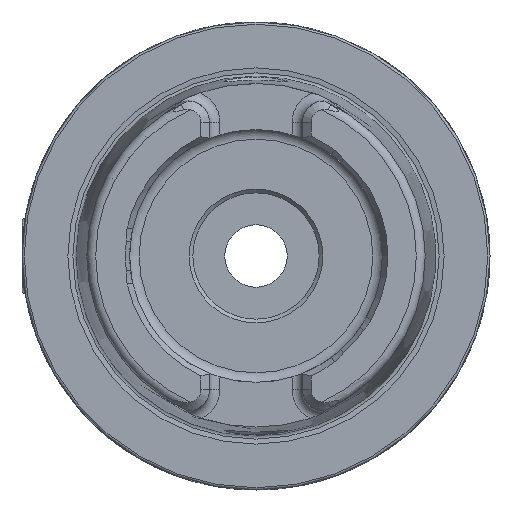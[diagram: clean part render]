
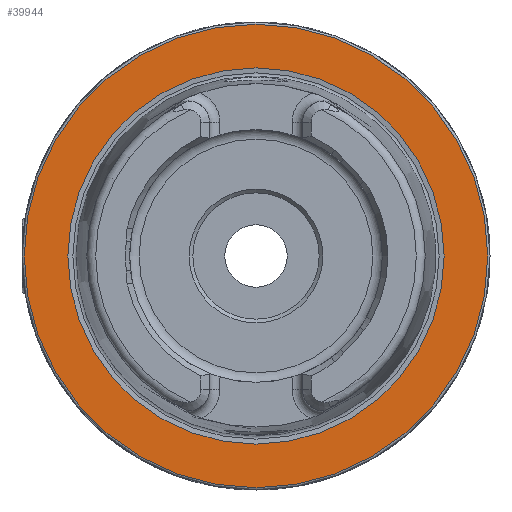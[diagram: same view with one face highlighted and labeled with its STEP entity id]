
A CAD part, left-side view. The second image highlights one B-rep face of the part: STEP entity #39944.
In plain terms, the highlighted planar face has unit normal (-1, 0, 0).
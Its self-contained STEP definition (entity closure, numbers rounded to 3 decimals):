
#180 = CARTESIAN_POINT ( 'NONE',  ( 0., 0., 25.324 ) ) ;
#473 = CARTESIAN_POINT ( 'NONE',  ( 0., 31.2, 0. ) ) ;
#783 = DIRECTION ( 'NONE',  ( 0., 0., 1. ) ) ;
#3554 = EDGE_LOOP ( 'NONE', ( #41298 ) ) ;
#3815 = DIRECTION ( 'NONE',  ( -1., 0., 0. ) ) ;
#6507 = AXIS2_PLACEMENT_3D ( 'NONE', #29163, #3815, #783 ) ;
#6992 = EDGE_CURVE ( 'NONE', #35550, #35550, #31261, .T. ) ;
#7851 = CIRCLE ( 'NONE', #14731, 25.324 ) ;
#8339 = EDGE_LOOP ( 'NONE', ( #29785 ) ) ;
#10717 = EDGE_CURVE ( 'NONE', #26030, #26030, #7851, .T. ) ;
#14731 = AXIS2_PLACEMENT_3D ( 'NONE', #32915, #16673, #19869 ) ;
#16673 = DIRECTION ( 'NONE',  ( -1., 0., 0. ) ) ;
#18140 = FACE_BOUND ( 'NONE', #3554, .T. ) ;
#19721 = DIRECTION ( 'NONE',  ( 1., 0., 0. ) ) ;
#19869 = DIRECTION ( 'NONE',  ( 0., 0., 1. ) ) ;
#22132 = CARTESIAN_POINT ( 'NONE',  ( 0., 0., 31.2 ) ) ;
#23039 = AXIS2_PLACEMENT_3D ( 'NONE', #473, #19721, #23242 ) ;
#23242 = DIRECTION ( 'NONE',  ( 0., 0., -1. ) ) ;
#26030 = VERTEX_POINT ( 'NONE', #180 ) ;
#29163 = CARTESIAN_POINT ( 'NONE',  ( 0., 0., 0. ) ) ;
#29531 = PLANE ( 'NONE',  #23039 ) ;
#29785 = ORIENTED_EDGE ( 'NONE', *, *, #6992, .T. ) ;
#30696 = FACE_OUTER_BOUND ( 'NONE', #8339, .T. ) ;
#31261 = CIRCLE ( 'NONE', #6507, 31.2 ) ;
#32915 = CARTESIAN_POINT ( 'NONE',  ( 0., 0., 0. ) ) ;
#35550 = VERTEX_POINT ( 'NONE', #22132 ) ;
#39944 = ADVANCED_FACE ( 'NONE', ( #18140, #30696 ), #29531, .F. ) ;
#41298 = ORIENTED_EDGE ( 'NONE', *, *, #10717, .F. ) ;
